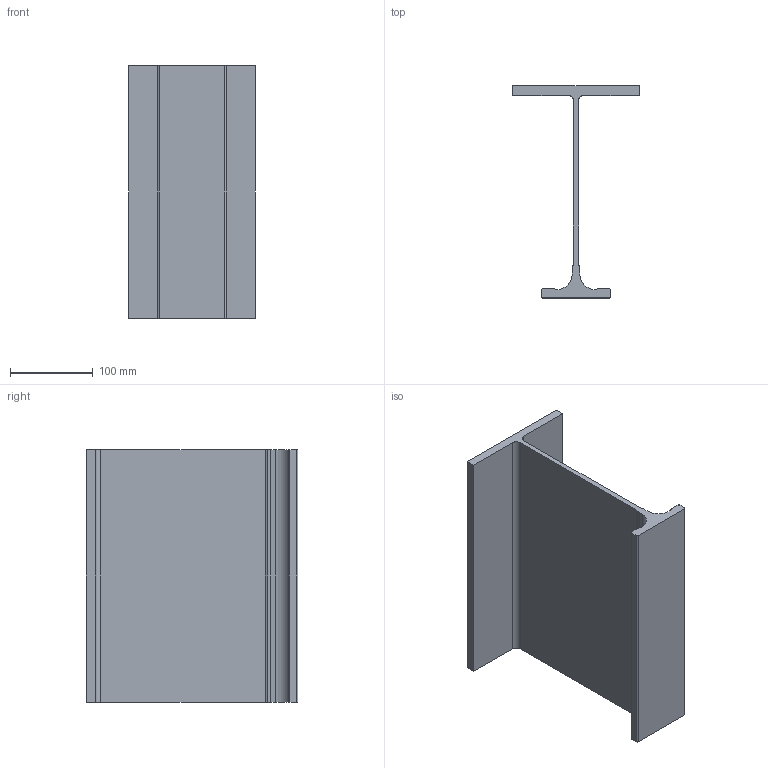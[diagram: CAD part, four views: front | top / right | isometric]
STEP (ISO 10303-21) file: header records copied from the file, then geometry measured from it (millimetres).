
FILE_DESCRIPTION((''),'2;1');
FILE_NAME('80060 10 INCH TRAMBEAM RAIL #34011.stp','2009-11-20T15:58:19',('jholman'),(''),'Autodesk Inventor 2009','Autodesk Inventor 2009','');
FILE_SCHEMA(('AUTOMOTIVE_DESIGN { 1 0 10303 214 1 1 1 1 }'));
Length unit declared in the file: inch
Products named in the file (1): 3D11XEF4C
Bounding box: 152.4 x 255.59 x 304.8 mm (x, y, z)
Volume: 1300603.8 mm3; surface area: 296852.1 mm2
Topology: 1 solids, 1 shells, 36 faces, 102 edges, 68 vertices
Faces by surface type: plane 20, cylinder 16
Entity records: 1217 total; most frequent: DIRECTION 208, CARTESIAN_POINT 207, ORIENTED_EDGE 204, EDGE_CURVE 102, VECTOR 70, LINE 70, AXIS2_PLACEMENT_3D 69, VERTEX_POINT 68
